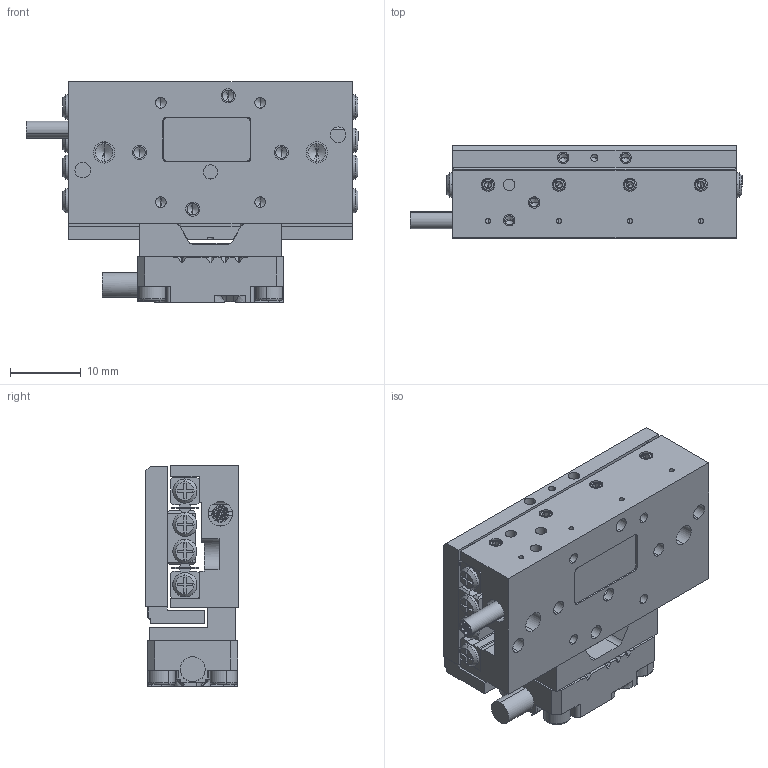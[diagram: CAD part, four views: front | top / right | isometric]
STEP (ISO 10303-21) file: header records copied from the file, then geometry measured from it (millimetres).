
FILE_DESCRIPTION (( 'STEP AP214' ), '1' );
FILE_NAME ('PPS-20-132X6.STEP', '2023-07-18T21:28:49', ( '' ), ( '' ), 'SwSTEP 2.0', 'SolidWorks 2023', '' );
FILE_SCHEMA (( 'AUTOMOTIVE_DESIGN' ));
Length unit declared in the file: millimetre
Products named in the file (19): TFC-421 Silver Braided Cable_L20; SCREW, MS-PFH, M-DIN_M2 x 0.4 x 05mm; 110212 Encoder Head, Renishaw Atom, Atmospheric_Demo; PPS-20, Carriage, Master Part_40mm; PPS-20-132X6; SCREW, SHCS-S, M-DIN_M1.6 x 0.35 x 06mm; NB Slide Way SVW 1000 Cage_SVW 1040-11Z Custom; NB Slide Way SVW 1000 Center Way_SVW 1040; Set Screw, Cup-H, E-ASME_E1-72 x 1''16; PPS-20, Scale Bracket, Renishaw Atom, RCLC, RKLF, Master Part_40mm; SCREW, SHCS-S, M-DIN_M1.6 x 0.35 x 05mm; 130160 Bearing, NB, Slide Way, SVW 1000_SVW 1040-11Z Custom (Rigid at Center); 431420 PPS-20, Encoder Bracket, Renishaw Atom, RKLF, Tape Scale; NB Slide Way SVW 1000 Rail_demo ; SCREW, SHCS-S, M-DIN_M2 x 0.4 x 06mm; Dowel Pin, M-DIN_M01 x 004; PPS-20, Back Cover, Master Part; PPS-20, Base, Master Part_L40, No Ears; SCREW, MS-PPH, M-JCIS_M1.6 x 0.35 x 4mm
Assembly tree (38 placements, depth 3):
  PPS-20-132X6
    PPS-20, Base, Master Part_L40, No Ears
    PPS-20, Back Cover, Master Part
    TFC-421 Silver Braided Cable_L20
    PPS-20, Carriage, Master Part_40mm
    SCREW, MS-PFH, M-DIN_M2 x 0.4 x 05mm  x4
    130160 Bearing, NB, Slide Way, SVW 1000_SVW 1040-11Z Custom (Rigid at Center)
      NB Slide Way SVW 1000 Rail_demo   x2
      NB Slide Way SVW 1000 Center Way_SVW 1040
      NB Slide Way SVW 1000 Cage_SVW 1040-11Z Custom  x2
    Set Screw, Cup-H, E-ASME_E1-72 x 1''16  x4
    SCREW, MS-PPH, M-JCIS_M1.6 x 0.35 x 4mm  x10
    Dowel Pin, M-DIN_M01 x 004  x2
    110212 Encoder Head, Renishaw Atom, Atmospheric_Demo
    431420 PPS-20, Encoder Bracket, Renishaw Atom, RKLF, Tape Scale
    PPS-20, Scale Bracket, Renishaw Atom, RCLC, RKLF, Master Part_40mm
    SCREW, SHCS-S, M-DIN_M2 x 0.4 x 06mm  x3
    SCREW, SHCS-S, M-DIN_M1.6 x 0.35 x 05mm
    SCREW, SHCS-S, M-DIN_M1.6 x 0.35 x 06mm
Bounding box: 46.8 x 13 x 31.15 mm (x, y, z)
Volume: 10973.7 mm3; surface area: 14419.6 mm2
Topology: 50 solids, 50 shells, 1929 faces, 4848 edges, 3023 vertices
Faces by surface type: plane 869, cylinder 600, cone 310, torus 100, bspline 50
Entity records: 58607 total; most frequent: CARTESIAN_POINT 28570, ORIENTED_EDGE 6132, DIRECTION 5983, EDGE_CURVE 3066, AXIS2_PLACEMENT_3D 2126, VERTEX_POINT 1993, VECTOR 1731, LINE 1731
